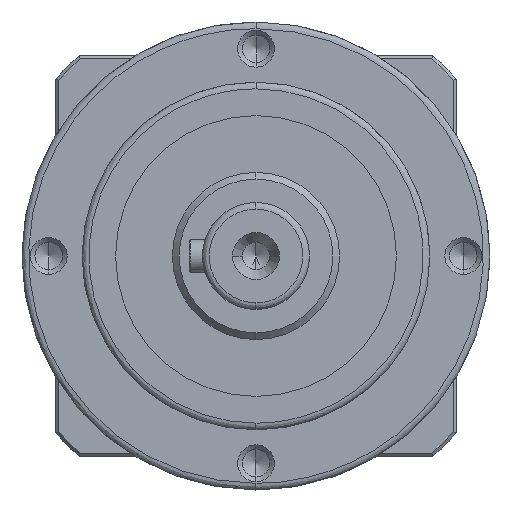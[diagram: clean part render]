
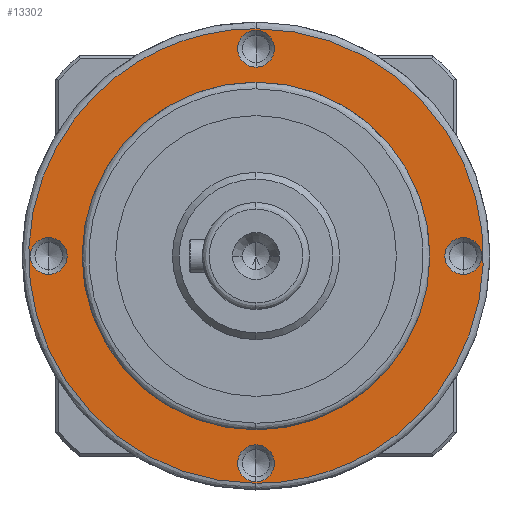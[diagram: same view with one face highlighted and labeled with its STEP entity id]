
A CAD part, left-side view. The second image highlights one B-rep face of the part: STEP entity #13302.
In plain terms, the highlighted face is planar.
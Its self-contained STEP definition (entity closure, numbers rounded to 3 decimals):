
#25 = EDGE_CURVE ( 'NONE', #12200, #14487, #7633, .T. ) ;
#50 = ORIENTED_EDGE ( 'NONE', *, *, #20543, .F. ) ;
#53 = EDGE_CURVE ( 'NONE', #143, #2723, #8707, .T. ) ;
#95 = EDGE_CURVE ( 'NONE', #27201, #24803, #23366, .T. ) ;
#143 = VERTEX_POINT ( 'NONE', #7478 ) ;
#823 = CIRCLE ( 'NONE', #21323, 2.75 ) ;
#1017 = CIRCLE ( 'NONE', #28672, 2.75 ) ;
#1388 = VERTEX_POINT ( 'NONE', #14628 ) ;
#1581 = AXIS2_PLACEMENT_3D ( 'NONE', #4188, #20011, #6530 ) ;
#1863 = VERTEX_POINT ( 'NONE', #28180 ) ;
#1944 = VERTEX_POINT ( 'NONE', #24483 ) ;
#2061 = CARTESIAN_POINT ( 'NONE',  ( 34., 0., 5. ) ) ;
#2144 = CARTESIAN_POINT ( 'NONE',  ( 0., 0., 5. ) ) ;
#2564 = CIRCLE ( 'NONE', #28293, 26. ) ;
#2723 = VERTEX_POINT ( 'NONE', #14180 ) ;
#2849 = EDGE_LOOP ( 'NONE', ( #20456, #23553 ) ) ;
#3764 = CARTESIAN_POINT ( 'NONE',  ( -34., 68., 5. ) ) ;
#3841 = EDGE_CURVE ( 'NONE', #7216, #1388, #27836, .T. ) ;
#3881 = FACE_BOUND ( 'NONE', #6203, .T. ) ;
#3886 = EDGE_CURVE ( 'NONE', #1944, #1863, #1017, .T. ) ;
#3899 = ORIENTED_EDGE ( 'NONE', *, *, #53, .F. ) ;
#4045 = EDGE_LOOP ( 'NONE', ( #18870, #50 ) ) ;
#4188 = CARTESIAN_POINT ( 'NONE',  ( -31., 0., 5. ) ) ;
#4561 = DIRECTION ( 'NONE',  ( 1., 0., 0. ) ) ;
#4648 = EDGE_CURVE ( 'NONE', #14487, #12200, #11700, .T. ) ;
#4663 = DIRECTION ( 'NONE',  ( 0., 0., -1. ) ) ;
#4734 = EDGE_CURVE ( 'NONE', #1863, #1944, #823, .T. ) ;
#4873 = DIRECTION ( 'NONE',  ( 0., 0., 1. ) ) ;
#5353 = FACE_BOUND ( 'NONE', #2849, .T. ) ;
#6166 = VERTEX_POINT ( 'NONE', #16716 ) ;
#6203 = EDGE_LOOP ( 'NONE', ( #19159, #23126 ) ) ;
#6346 = CARTESIAN_POINT ( 'NONE',  ( 0., -31., 5. ) ) ;
#6463 = VERTEX_POINT ( 'NONE', #6576 ) ;
#6530 = DIRECTION ( 'NONE',  ( -1., 0., 0. ) ) ;
#6554 = EDGE_LOOP ( 'NONE', ( #18003, #28237 ) ) ;
#6576 = CARTESIAN_POINT ( 'NONE',  ( -28.25, 0., 5. ) ) ;
#7216 = VERTEX_POINT ( 'NONE', #18338 ) ;
#7478 = CARTESIAN_POINT ( 'NONE',  ( 28.25, 0., 5. ) ) ;
#7633 = CIRCLE ( 'NONE', #28203, 2.75 ) ;
#8234 = DIRECTION ( 'NONE',  ( 0., 0., -1. ) ) ;
#8498 = DIRECTION ( 'NONE',  ( -1., 0., 0. ) ) ;
#8707 = CIRCLE ( 'NONE', #27485, 2.75 ) ;
#9001 = EDGE_CURVE ( 'NONE', #24803, #27201, #19594, .T. ) ;
#9403 = AXIS2_PLACEMENT_3D ( 'NONE', #9568, #24877, #11962 ) ;
#9568 = CARTESIAN_POINT ( 'NONE',  ( -31., 0., 5. ) ) ;
#10252 = FACE_BOUND ( 'NONE', #23136, .T. ) ;
#11700 = CIRCLE ( 'NONE', #21848, 2.75 ) ;
#11962 = DIRECTION ( 'NONE',  ( -1., 0., 0. ) ) ;
#12185 = CARTESIAN_POINT ( 'NONE',  ( 34., -68., 5. ) ) ;
#12188 = CARTESIAN_POINT ( 'NONE',  ( -2.75, -31., 5. ) ) ;
#12200 = VERTEX_POINT ( 'NONE', #12188 ) ;
#12604 = EDGE_CURVE ( 'NONE', #6166, #6463, #27119, .T. ) ;
#12757 = AXIS2_PLACEMENT_3D ( 'NONE', #18289, #4663, #20441 ) ;
#13141 = DIRECTION ( 'NONE',  ( -1., 0., 0. ) ) ;
#13198 = DIRECTION ( 'NONE',  ( 0., 0., -1. ) ) ;
#13238 = CARTESIAN_POINT ( 'NONE',  ( 0., 31., 5. ) ) ;
#13302 = ADVANCED_FACE ( 'NONE', ( #16105, #10252, #5353, #21868, #27701, #3881 ), #22691, .F. ) ;
#13963 = CARTESIAN_POINT ( 'NONE',  ( 2.75, -31., 5. ) ) ;
#14180 = CARTESIAN_POINT ( 'NONE',  ( 33.75, 0., 5. ) ) ;
#14189 = CARTESIAN_POINT ( 'NONE',  ( -34., 0., 5. ) ) ;
#14487 = VERTEX_POINT ( 'NONE', #13963 ) ;
#14628 = CARTESIAN_POINT ( 'NONE',  ( -26., 0., 5. ) ) ;
#14879 = EDGE_CURVE ( 'NONE', #1388, #7216, #2564, .T. ) ;
#15376 = CIRCLE ( 'NONE', #9403, 2.75 ) ;
#16105 = FACE_OUTER_BOUND ( 'NONE', #6554, .T. ) ;
#16124 = CARTESIAN_POINT ( 'NONE',  ( 31., 0., 5. ) ) ;
#16716 = CARTESIAN_POINT ( 'NONE',  ( -33.75, 0., 5. ) ) ;
#16925 = DIRECTION ( 'NONE',  ( -1., 0., 0. ) ) ;
#16963 = DIRECTION ( 'NONE',  ( 1., 0., 0. ) ) ;
#17017 = DIRECTION ( 'NONE',  ( 0., 0., -1. ) ) ;
#17045 = CARTESIAN_POINT ( 'NONE',  ( 0., 31., 5. ) ) ;
#17049 = DIRECTION ( 'NONE',  ( 0., 0., -1. ) ) ;
#17117 = CARTESIAN_POINT ( 'NONE',  ( 0., 0., 5. ) ) ;
#17384 = DIRECTION ( 'NONE',  ( 0., 0., -1. ) ) ;
#18003 = ORIENTED_EDGE ( 'NONE', *, *, #95, .F. ) ;
#18186 = DIRECTION ( 'NONE',  ( 0., 0., -1. ) ) ;
#18289 = CARTESIAN_POINT ( 'NONE',  ( 31., 0., 5. ) ) ;
#18338 = CARTESIAN_POINT ( 'NONE',  ( 26., 0., 5. ) ) ;
#18339 = DIRECTION ( 'NONE',  ( -1., 0., 0. ) ) ;
#18476 = CARTESIAN_POINT ( 'NONE',  ( 0., 0., 5. ) ) ;
#18680 = AXIS2_PLACEMENT_3D ( 'NONE', #18476, #4873, #20650 ) ;
#18870 = ORIENTED_EDGE ( 'NONE', *, *, #12604, .F. ) ;
#19092 = EDGE_CURVE ( 'NONE', #2723, #143, #27072, .T. ) ;
#19102 = ORIENTED_EDGE ( 'NONE', *, *, #3886, .F. ) ;
#19159 = ORIENTED_EDGE ( 'NONE', *, *, #3841, .F. ) ;
#19535 = CARTESIAN_POINT ( 'NONE',  ( -34., 0., 5. ) ) ;
#19594 =( BOUNDED_CURVE ( )  B_SPLINE_CURVE ( 3, ( #22922, #25118, #12185, #27388 ),
 .UNSPECIFIED., .F., .F. ) 
 B_SPLINE_CURVE_WITH_KNOTS ( ( 4, 4 ),
 ( 0., 0.5 ),
 .UNSPECIFIED. ) 
 CURVE ( )  GEOMETRIC_REPRESENTATION_ITEM ( )  RATIONAL_B_SPLINE_CURVE ( ( 1., 0.333, 0.333, 1. ) ) 
 REPRESENTATION_ITEM ( '' )  );
#19830 = DIRECTION ( 'NONE',  ( -1., 0., 0. ) ) ;
#19872 = DIRECTION ( 'NONE',  ( 0., 0., -1. ) ) ;
#19932 = CARTESIAN_POINT ( 'NONE',  ( 0., -31., 5. ) ) ;
#20011 = DIRECTION ( 'NONE',  ( 0., 0., -1. ) ) ;
#20441 = DIRECTION ( 'NONE',  ( -1., 0., 0. ) ) ;
#20456 = ORIENTED_EDGE ( 'NONE', *, *, #25, .F. ) ;
#20543 = EDGE_CURVE ( 'NONE', #6463, #6166, #15376, .T. ) ;
#20650 = DIRECTION ( 'NONE',  ( 1., 0., 0. ) ) ;
#21323 = AXIS2_PLACEMENT_3D ( 'NONE', #17045, #17017, #16925 ) ;
#21848 = AXIS2_PLACEMENT_3D ( 'NONE', #19932, #19872, #19830 ) ;
#21868 = FACE_BOUND ( 'NONE', #4045, .T. ) ;
#22664 = ORIENTED_EDGE ( 'NONE', *, *, #4734, .F. ) ;
#22691 = PLANE ( 'NONE',  #18680 ) ;
#22922 = CARTESIAN_POINT ( 'NONE',  ( -34., 0., 5. ) ) ;
#23126 = ORIENTED_EDGE ( 'NONE', *, *, #14879, .F. ) ;
#23136 = EDGE_LOOP ( 'NONE', ( #3899, #26904 ) ) ;
#23366 =( BOUNDED_CURVE ( )  B_SPLINE_CURVE ( 3, ( #25592, #26006, #3764, #19535 ),
 .UNSPECIFIED., .F., .F. ) 
 B_SPLINE_CURVE_WITH_KNOTS ( ( 4, 4 ),
 ( 0.5, 1. ),
 .UNSPECIFIED. ) 
 CURVE ( )  GEOMETRIC_REPRESENTATION_ITEM ( )  RATIONAL_B_SPLINE_CURVE ( ( 1., 0.333, 0.333, 1. ) ) 
 REPRESENTATION_ITEM ( '' )  );
#23553 = ORIENTED_EDGE ( 'NONE', *, *, #4648, .F. ) ;
#24483 = CARTESIAN_POINT ( 'NONE',  ( -2.75, 31., 5. ) ) ;
#24803 = VERTEX_POINT ( 'NONE', #14189 ) ;
#24877 = DIRECTION ( 'NONE',  ( 0., 0., -1. ) ) ;
#25118 = CARTESIAN_POINT ( 'NONE',  ( -34., -68., 5. ) ) ;
#25592 = CARTESIAN_POINT ( 'NONE',  ( 34., 0., 5. ) ) ;
#26006 = CARTESIAN_POINT ( 'NONE',  ( 34., 68., 5. ) ) ;
#26009 = EDGE_LOOP ( 'NONE', ( #19102, #22664 ) ) ;
#26904 = ORIENTED_EDGE ( 'NONE', *, *, #19092, .F. ) ;
#27072 = CIRCLE ( 'NONE', #12757, 2.75 ) ;
#27119 = CIRCLE ( 'NONE', #1581, 2.75 ) ;
#27201 = VERTEX_POINT ( 'NONE', #2061 ) ;
#27388 = CARTESIAN_POINT ( 'NONE',  ( 34., 0., 5. ) ) ;
#27485 = AXIS2_PLACEMENT_3D ( 'NONE', #16124, #17384, #18339 ) ;
#27701 = FACE_BOUND ( 'NONE', #26009, .T. ) ;
#27836 = CIRCLE ( 'NONE', #29218, 26. ) ;
#28180 = CARTESIAN_POINT ( 'NONE',  ( 2.75, 31., 5. ) ) ;
#28203 = AXIS2_PLACEMENT_3D ( 'NONE', #6346, #8234, #8498 ) ;
#28237 = ORIENTED_EDGE ( 'NONE', *, *, #9001, .F. ) ;
#28293 = AXIS2_PLACEMENT_3D ( 'NONE', #2144, #18186, #4561 ) ;
#28672 = AXIS2_PLACEMENT_3D ( 'NONE', #13238, #13198, #13141 ) ;
#29218 = AXIS2_PLACEMENT_3D ( 'NONE', #17117, #17049, #16963 ) ;
